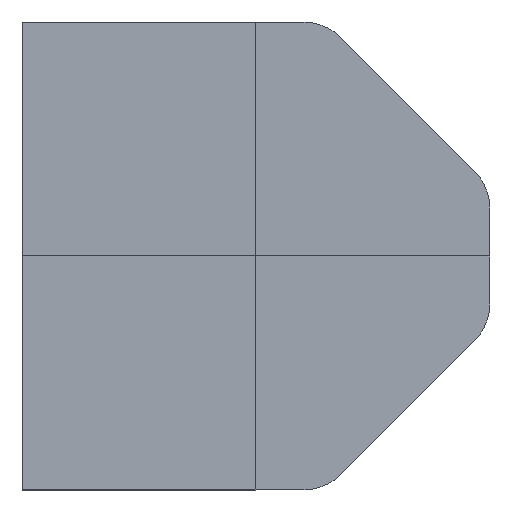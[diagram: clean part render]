
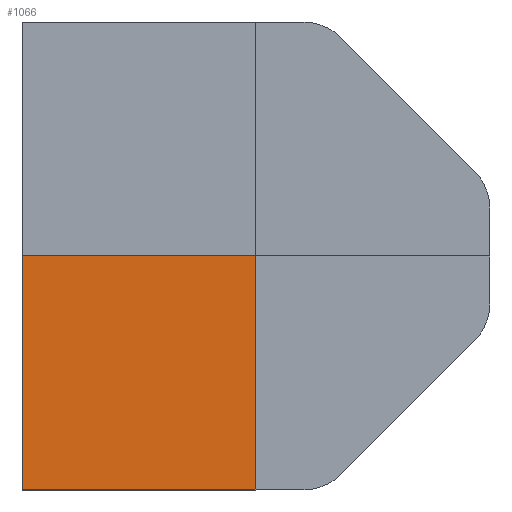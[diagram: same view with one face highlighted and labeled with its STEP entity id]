
A CAD part, front view. The second image highlights one B-rep face of the part: STEP entity #1066.
In plain terms, the highlighted planar face has unit normal (0, -1, 0).
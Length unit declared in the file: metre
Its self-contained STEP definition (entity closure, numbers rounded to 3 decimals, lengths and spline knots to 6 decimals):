
#44=PLANE('',#1149);
#112=LINE('',#1582,#242);
#158=LINE('',#1680,#288);
#159=LINE('',#1682,#289);
#160=LINE('',#1684,#290);
#242=VECTOR('',#1289,1.);
#288=VECTOR('',#1371,1.);
#289=VECTOR('',#1372,1.);
#290=VECTOR('',#1373,1.);
#497=ORIENTED_EDGE('',*,*,#722,.T.);
#498=ORIENTED_EDGE('',*,*,#723,.T.);
#499=ORIENTED_EDGE('',*,*,#724,.F.);
#500=ORIENTED_EDGE('',*,*,#674,.F.);
#674=EDGE_CURVE('',#804,#805,#112,.T.);
#722=EDGE_CURVE('',#804,#839,#158,.T.);
#723=EDGE_CURVE('',#839,#840,#159,.T.);
#724=EDGE_CURVE('',#805,#840,#160,.T.);
#804=VERTEX_POINT('',#1581);
#805=VERTEX_POINT('',#1583);
#839=VERTEX_POINT('',#1681);
#840=VERTEX_POINT('',#1683);
#916=EDGE_LOOP('',(#497,#498,#499,#500));
#990=FACE_BOUND('',#916,.T.);
#1066=ADVANCED_FACE('',(#990),#44,.F.);
#1149=AXIS2_PLACEMENT_3D('',#1679,#1369,#1370);
#1289=DIRECTION('',(0.,0.,1.));
#1369=DIRECTION('',(0.,1.,0.));
#1370=DIRECTION('',(-1.,0.,0.));
#1371=DIRECTION('',(1.,0.,0.));
#1372=DIRECTION('',(0.,0.,1.));
#1373=DIRECTION('',(1.,0.,0.));
#1581=CARTESIAN_POINT('',(0.014525,-0.123646,-0.024684));
#1582=CARTESIAN_POINT('',(0.014525,-0.123646,-0.013615));
#1583=CARTESIAN_POINT('',(0.014525,-0.123646,-0.003334));
#1679=CARTESIAN_POINT('',(0.035935,-0.123646,-0.003334));
#1680=CARTESIAN_POINT('',(0.025778,-0.123646,-0.024684));
#1681=CARTESIAN_POINT('',(0.035795,-0.123646,-0.024684));
#1682=CARTESIAN_POINT('',(0.035795,-0.123646,-0.013615));
#1683=CARTESIAN_POINT('',(0.035795,-0.123646,-0.003334));
#1684=CARTESIAN_POINT('',(0.025778,-0.123646,-0.003334));
